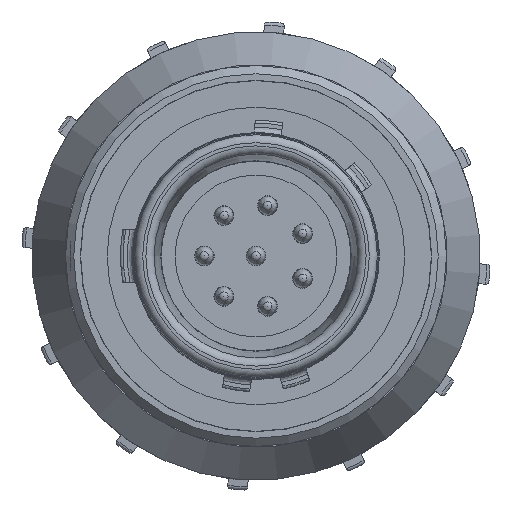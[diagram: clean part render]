
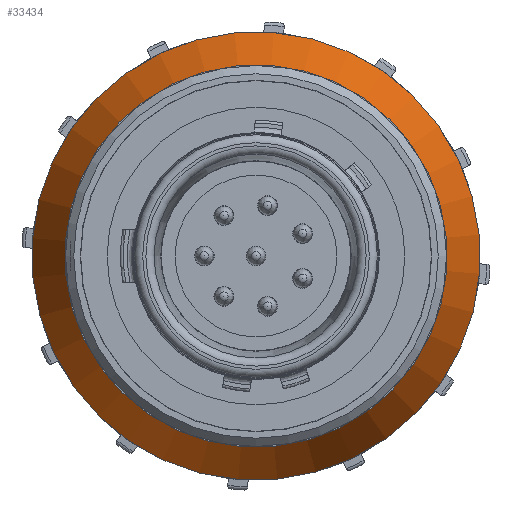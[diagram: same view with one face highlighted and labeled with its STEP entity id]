
A CAD part, left-side view. The second image highlights one B-rep face of the part: STEP entity #33434.
In plain terms, the highlighted conical face has half-angle 25.426 degrees and reference radius 7.578 mm.
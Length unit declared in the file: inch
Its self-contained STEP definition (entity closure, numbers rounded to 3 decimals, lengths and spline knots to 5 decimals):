
#2428=CONICAL_SURFACE('',#37730,0.29833,0.444);
#6716=FACE_OUTER_BOUND('',#8733,.T.);
#8733=EDGE_LOOP('',(#30493,#30494,#30495,#30496));
#9560=LINE('',#88309,#10359);
#10359=VECTOR('',#46344,0.29833);
#12981=CIRCLE('',#37731,0.32203);
#12982=CIRCLE('',#37732,0.27464);
#15775=VERTEX_POINT('',#88306);
#15776=VERTEX_POINT('',#88308);
#20722=EDGE_CURVE('',#15775,#15775,#12981,.T.);
#20723=EDGE_CURVE('',#15775,#15776,#9560,.T.);
#20724=EDGE_CURVE('',#15776,#15776,#12982,.T.);
#30493=ORIENTED_EDGE('',*,*,#20722,.T.);
#30494=ORIENTED_EDGE('',*,*,#20723,.T.);
#30495=ORIENTED_EDGE('',*,*,#20724,.T.);
#30496=ORIENTED_EDGE('',*,*,#20723,.F.);
#33434=ADVANCED_FACE('',(#6716),#2428,.T.);
#37730=AXIS2_PLACEMENT_3D('',#88305,#46340,#46341);
#37731=AXIS2_PLACEMENT_3D('',#88307,#46342,#46343);
#37732=AXIS2_PLACEMENT_3D('',#88310,#46345,#46346);
#46340=DIRECTION('center_axis',(0.,0.,-1.));
#46341=DIRECTION('ref_axis',(0.,1.,0.));
#46342=DIRECTION('center_axis',(0.,0.,1.));
#46343=DIRECTION('ref_axis',(0.,1.,0.));
#46344=DIRECTION('',(0.,0.429,0.903));
#46345=DIRECTION('center_axis',(0.,0.,-1.));
#46346=DIRECTION('ref_axis',(0.,1.,0.));
#88305=CARTESIAN_POINT('Origin',(-0.48499,0.21786,1.45016));
#88306=CARTESIAN_POINT('',(-0.48499,-0.10417,1.40032));
#88307=CARTESIAN_POINT('Origin',(-0.48499,0.21786,1.40032));
#88308=CARTESIAN_POINT('',(-0.48499,-0.05678,1.5));
#88309=CARTESIAN_POINT('',(-0.48499,-0.08047,1.45016));
#88310=CARTESIAN_POINT('Origin',(-0.48499,0.21786,1.5));
